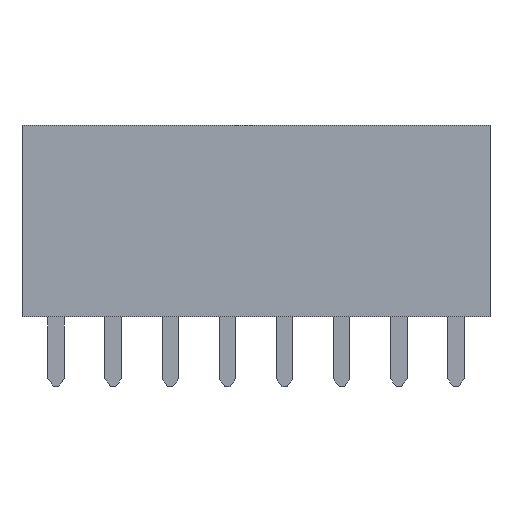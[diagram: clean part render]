
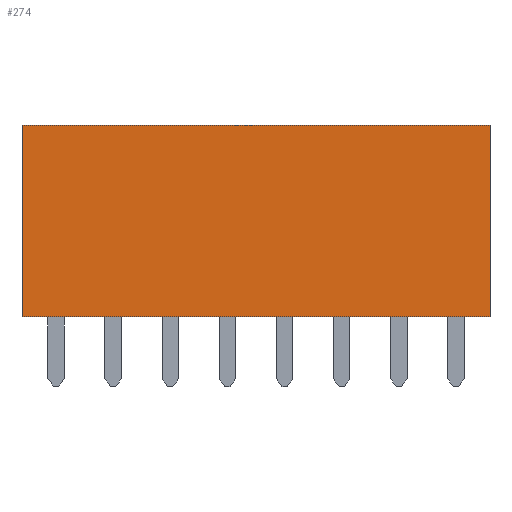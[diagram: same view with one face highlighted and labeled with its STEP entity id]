
A CAD part, front view. The second image highlights one B-rep face of the part: STEP entity #274.
In plain terms, the highlighted planar face has unit normal (0, -1, 0).
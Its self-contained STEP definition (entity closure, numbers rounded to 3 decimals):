
#274 = ADVANCED_FACE( '', ( #600 ), #601, .T. );
#600 = FACE_OUTER_BOUND( '', #1023, .T. );
#601 = PLANE( '', #1024 );
#1023 = EDGE_LOOP( '', ( #1479, #1480, #1481, #1482 ) );
#1024 = AXIS2_PLACEMENT_3D( '', #1483, #1484, #1485 );
#1479 = ORIENTED_EDGE( '', *, *, #2689, .T. );
#1480 = ORIENTED_EDGE( '', *, *, #2690, .T. );
#1481 = ORIENTED_EDGE( '', *, *, #2691, .T. );
#1482 = ORIENTED_EDGE( '', *, *, #2692, .T. );
#1483 = CARTESIAN_POINT( '', ( 0., -1.25, 0. ) );
#1484 = DIRECTION( '', ( 0., -1., 0. ) );
#1485 = DIRECTION( '', ( 0., 0., -1. ) );
#2689 = EDGE_CURVE( '', #3204, #3205, #3206, .T. );
#2690 = EDGE_CURVE( '', #3205, #3207, #3208, .T. );
#2691 = EDGE_CURVE( '', #3207, #3209, #3210, .T. );
#2692 = EDGE_CURVE( '', #3209, #3204, #3211, .T. );
#3204 = VERTEX_POINT( '', #3942 );
#3205 = VERTEX_POINT( '', #3943 );
#3206 = LINE( '', #3944, #3945 );
#3207 = VERTEX_POINT( '', #3946 );
#3208 = LINE( '', #3947, #3948 );
#3209 = VERTEX_POINT( '', #3949 );
#3210 = LINE( '', #3950, #3951 );
#3211 = LINE( '', #3952, #3953 );
#3942 = CARTESIAN_POINT( '', ( 10.41, -1.25, 4.25 ) );
#3943 = CARTESIAN_POINT( '', ( -10.41, -1.25, 4.25 ) );
#3944 = CARTESIAN_POINT( '', ( 10.41, -1.25, 4.25 ) );
#3945 = VECTOR( '', #4926, 1000. );
#3946 = CARTESIAN_POINT( '', ( -10.41, -1.25, -4.25 ) );
#3947 = CARTESIAN_POINT( '', ( -10.41, -1.25, 4.25 ) );
#3948 = VECTOR( '', #4927, 1000. );
#3949 = CARTESIAN_POINT( '', ( 10.41, -1.25, -4.25 ) );
#3950 = CARTESIAN_POINT( '', ( -10.41, -1.25, -4.25 ) );
#3951 = VECTOR( '', #4928, 1000. );
#3952 = CARTESIAN_POINT( '', ( 10.41, -1.25, -4.25 ) );
#3953 = VECTOR( '', #4929, 1000. );
#4926 = DIRECTION( '', ( -1., 0., 0. ) );
#4927 = DIRECTION( '', ( 0., 0., -1. ) );
#4928 = DIRECTION( '', ( 1., 0., 0. ) );
#4929 = DIRECTION( '', ( 0., 0., 1. ) );
